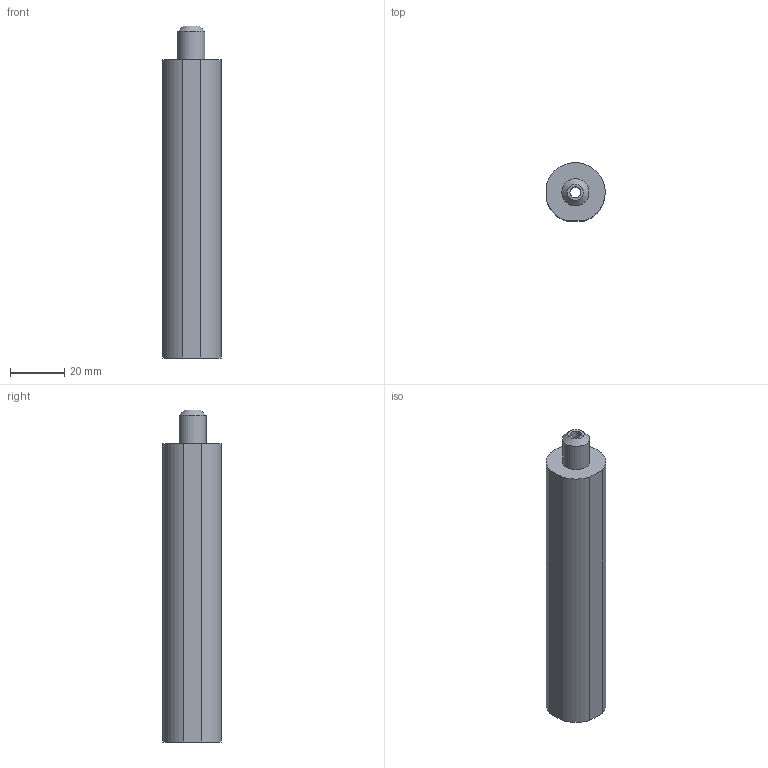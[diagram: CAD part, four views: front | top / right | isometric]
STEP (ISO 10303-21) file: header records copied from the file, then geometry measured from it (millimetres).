
FILE_DESCRIPTION(/* description */ (''),/* implementation_level */ '2;1');
FILE_NAME(/* name */ '2 - support frontal Ø4.stp',/* time_stamp */ '2015-05-29T13:54:55+02:00',/* author */ ('AIm'),/* organization */ (''),/* preprocessor_version */ 'ST-DEVELOPER v16.1',/* originating_system */ 'Autodesk Inventor 2016',/* authorisation */ '');
FILE_SCHEMA (('AUTOMOTIVE_DESIGN { 1 0 10303 214 3 1 1 }'));
Length unit declared in the file: millimetre
Products named in the file (1): 2 - support frontal Ø4
Bounding box: 21.47 x 21.47 x 122.5 mm (x, y, z)
Volume: 40719.4 mm3; surface area: 10196.8 mm2
Topology: 1 solids, 1 shells, 10 faces, 21 edges, 14 vertices
Faces by surface type: plane 5, cylinder 4, cone 1
Full cylindrical faces by diameter (mm): 4 x1, 10 x1
Entity records: 278 total; most frequent: DIRECTION 48, CARTESIAN_POINT 41, ORIENTED_EDGE 34, AXIS2_PLACEMENT_3D 20, EDGE_CURVE 17, EDGE_LOOP 16, VERTEX_POINT 13, FACE_OUTER_BOUND 10
